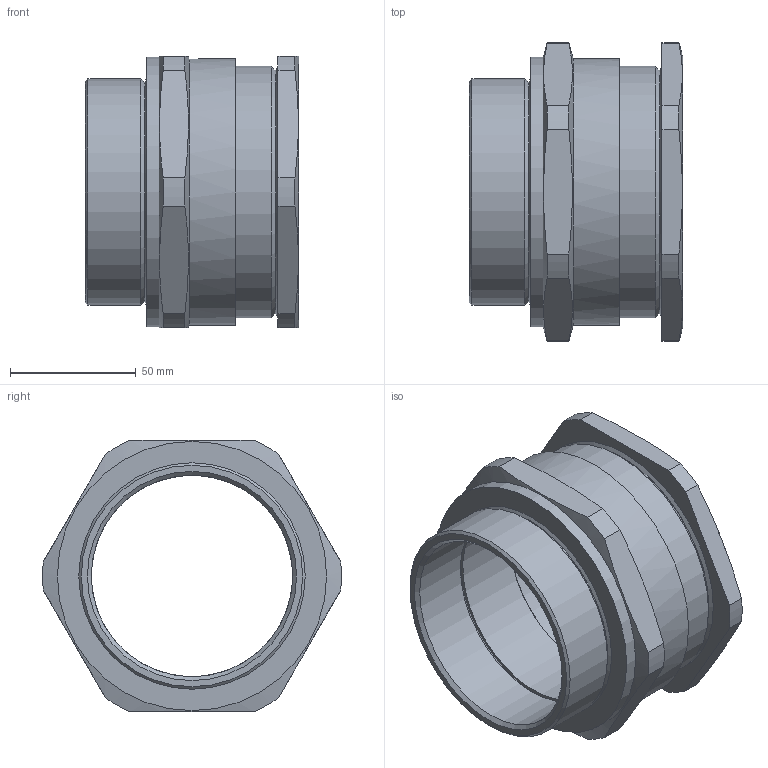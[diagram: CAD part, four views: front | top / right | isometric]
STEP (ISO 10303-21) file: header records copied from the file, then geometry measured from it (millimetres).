
FILE_DESCRIPTION (( 'STEP AP203' ), '1' );
FILE_NAME ('90A21RA.STEP', '2016-04-25T15:14:56', ( 'bel-it' ), ( '' ), 'SwSTEP 2.0', 'SolidWorks 2014', '' );
FILE_SCHEMA (( 'CONFIG_CONTROL_DESIGN' ));
Length unit declared in the file: millimetre
Products named in the file (1): 90A21RA
Bounding box: 84.69 x 118.74 x 108 mm (x, y, z)
Surface area: 73278 mm2 (no closed solid volume)
Topology: 0 solids, 4 shells, 59 faces, 272 edges, 222 vertices
Faces by surface type: cylinder 21, plane 21, cone 16, torus 1
Full cylindrical faces by diameter (mm): 80 x1, 80.1 x1, 84.55 x1, 87.337 x1, 90 x1, 96.83 x1, 100 x1, 106 x1, 107 x1
Entity records: 4004 total; most frequent: CARTESIAN_POINT 1978, ORIENTED_EDGE 356, DIRECTION 331, EDGE_CURVE 249, VERTEX_POINT 219, AXIS2_PLACEMENT_3D 121, EDGE_LOOP 105, B_SPLINE_CURVE_WITH_KNOTS 99
